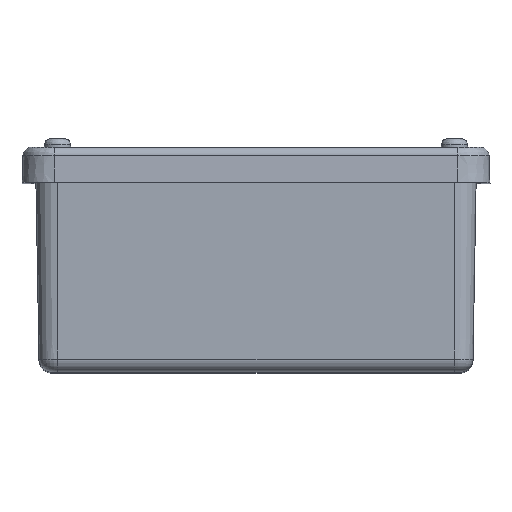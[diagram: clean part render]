
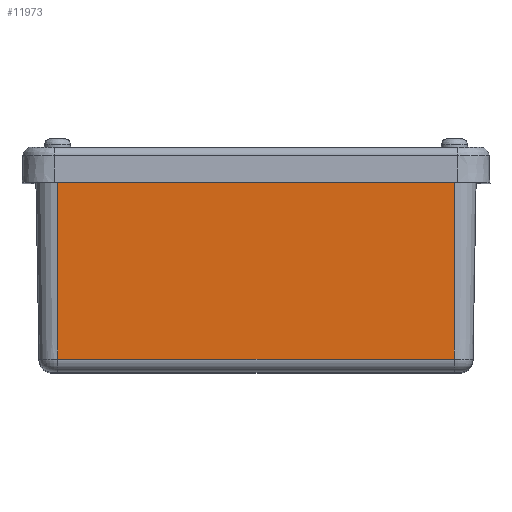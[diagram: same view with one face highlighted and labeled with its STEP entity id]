
A CAD part, top view. The second image highlights one B-rep face of the part: STEP entity #11973.
In plain terms, the highlighted planar face has unit normal (0, -0.018, 1).
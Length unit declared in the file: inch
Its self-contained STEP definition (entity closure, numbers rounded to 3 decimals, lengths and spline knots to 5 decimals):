
#795 = VERTEX_POINT ( 'NONE', #3367 ) ;
#865 = VECTOR ( 'NONE', #3221, 39.37008 ) ;
#1091 = DIRECTION ( 'NONE',  ( 0., -0.017, 1. ) ) ;
#1299 = LINE ( 'NONE', #18696, #3868 ) ;
#2539 = CARTESIAN_POINT ( 'NONE',  ( -2.8125, 3., 4.75 ) ) ;
#3221 = DIRECTION ( 'NONE',  ( -1., 0., 0. ) ) ;
#3367 = CARTESIAN_POINT ( 'NONE',  ( 2.8125, 0.18423, 4.70085 ) ) ;
#3472 = ORIENTED_EDGE ( 'NONE', *, *, #5746, .T. ) ;
#3868 = VECTOR ( 'NONE', #9865, 39.37008 ) ;
#4045 = FACE_OUTER_BOUND ( 'NONE', #13416, .T. ) ;
#4680 = ORIENTED_EDGE ( 'NONE', *, *, #17137, .F. ) ;
#5404 = LINE ( 'NONE', #12741, #13963 ) ;
#5746 = EDGE_CURVE ( 'NONE', #18901, #10892, #14315, .T. ) ;
#7939 = EDGE_CURVE ( 'NONE', #10892, #8021, #5404, .T. ) ;
#8021 = VERTEX_POINT ( 'NONE', #8809 ) ;
#8809 = CARTESIAN_POINT ( 'NONE',  ( -2.8125, 0.18423, 4.70085 ) ) ;
#9865 = DIRECTION ( 'NONE',  ( -1., 0., 0. ) ) ;
#9911 = CARTESIAN_POINT ( 'NONE',  ( -2.8125, 3., 4.75 ) ) ;
#10357 = EDGE_CURVE ( 'NONE', #795, #8021, #1299, .T. ) ;
#10892 = VERTEX_POINT ( 'NONE', #2539 ) ;
#10907 = ORIENTED_EDGE ( 'NONE', *, *, #7939, .T. ) ;
#11493 = DIRECTION ( 'NONE',  ( 0., -1., -0.017 ) ) ;
#11932 = DIRECTION ( 'NONE',  ( 0., -1., -0.017 ) ) ;
#11973 = ADVANCED_FACE ( 'NONE', ( #4045 ), #18741, .T. ) ;
#12741 = CARTESIAN_POINT ( 'NONE',  ( -2.8125, 3., 4.75 ) ) ;
#12797 = DIRECTION ( 'NONE',  ( 0., -1., -0.017 ) ) ;
#13416 = EDGE_LOOP ( 'NONE', ( #3472, #10907, #17601, #4680 ) ) ;
#13963 = VECTOR ( 'NONE', #12797, 39.37008 ) ;
#14315 = LINE ( 'NONE', #18313, #865 ) ;
#14421 = CARTESIAN_POINT ( 'NONE',  ( 2.8125, 3., 4.75 ) ) ;
#16358 = AXIS2_PLACEMENT_3D ( 'NONE', #9911, #1091, #11493 ) ;
#17137 = EDGE_CURVE ( 'NONE', #18901, #795, #18228, .T. ) ;
#17601 = ORIENTED_EDGE ( 'NONE', *, *, #10357, .F. ) ;
#17943 = CARTESIAN_POINT ( 'NONE',  ( 2.8125, 3., 4.75 ) ) ;
#18228 = LINE ( 'NONE', #17943, #19168 ) ;
#18313 = CARTESIAN_POINT ( 'NONE',  ( -2.8125, 3., 4.75 ) ) ;
#18696 = CARTESIAN_POINT ( 'NONE',  ( -1.40625, 0.18423, 4.70085 ) ) ;
#18741 = PLANE ( 'NONE',  #16358 ) ;
#18901 = VERTEX_POINT ( 'NONE', #14421 ) ;
#19168 = VECTOR ( 'NONE', #11932, 39.37008 ) ;
